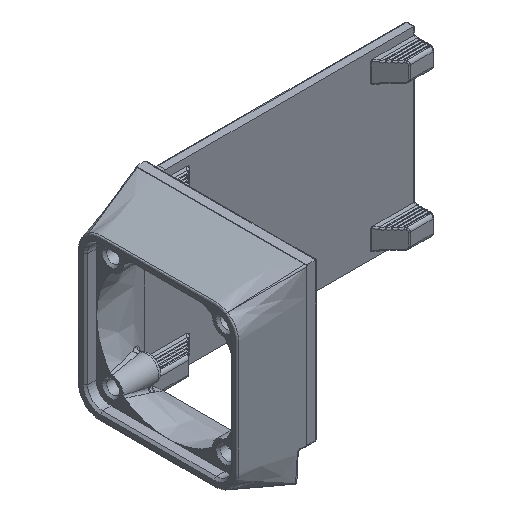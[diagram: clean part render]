
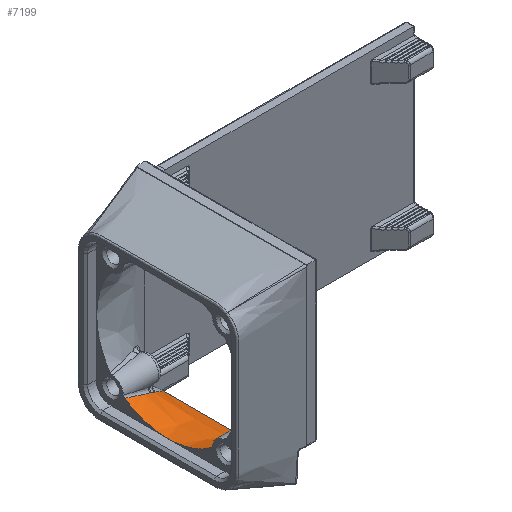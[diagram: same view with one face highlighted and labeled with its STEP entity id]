
A CAD part, isometric view. The second image highlights one B-rep face of the part: STEP entity #7199.
In plain terms, the highlighted free-form (B-spline) face has degree [3, 3] with [6, 4] control points.
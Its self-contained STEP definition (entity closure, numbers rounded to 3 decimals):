
#1280=FACE_OUTER_BOUND('',#1747,.T.);
#1747=EDGE_LOOP('',(#6277,#6278,#6279,#6280,#6281,#6282,#6283,#6284,#6285,
#6286,#6287));
#1975=B_SPLINE_CURVE_WITH_KNOTS('',3,(#15254,#15255,#15256,#15257),
 .UNSPECIFIED.,.F.,.F.,(4,4),(-0.073,-0.067),
 .UNSPECIFIED.);
#2076=B_SPLINE_CURVE_WITH_KNOTS('',3,(#18607,#18608,#18609,#18610,#18611,
#18612,#18613,#18614,#18615,#18616),.UNSPECIFIED.,.F.,.F.,(4,3,3,4),(-2.654,
-1.544,-0.805,-0.065),.UNSPECIFIED.);
#2082=B_SPLINE_CURVE_WITH_KNOTS('',3,(#18765,#18766,#18767,#18768),
 .UNSPECIFIED.,.F.,.F.,(4,4),(-0.818,0.021),
 .UNSPECIFIED.);
#2119=B_SPLINE_CURVE_WITH_KNOTS('',3,(#19307,#19308,#19309,#19310,#19311),
 .UNSPECIFIED.,.F.,.F.,(4,1,4),(-3.235,-1.635,0.),
 .UNSPECIFIED.);
#2134=B_SPLINE_CURVE_WITH_KNOTS('',3,(#19466,#19467,#19468,#19469),
 .UNSPECIFIED.,.F.,.F.,(4,4),(-2.587,-1.742),
 .UNSPECIFIED.);
#2182=B_SPLINE_CURVE_WITH_KNOTS('',3,(#20672,#20673,#20674,#20675),
 .UNSPECIFIED.,.F.,.F.,(4,4),(0.228,0.365),
 .UNSPECIFIED.);
#2187=B_SPLINE_CURVE_WITH_KNOTS('',3,(#20778,#20779,#20780,#20781),
 .UNSPECIFIED.,.F.,.F.,(4,4),(-1.04,-0.977),
 .UNSPECIFIED.);
#2188=B_SPLINE_CURVE_WITH_KNOTS('',3,(#20782,#20783,#20784,#20785,#20786),
 .UNSPECIFIED.,.F.,.F.,(4,1,4),(-0.895,-0.389,0.),
 .UNSPECIFIED.);
#2189=B_SPLINE_CURVE_WITH_KNOTS('',3,(#20788,#20789,#20790,#20791,#20792),
 .UNSPECIFIED.,.F.,.F.,(4,1,4),(-0.895,-0.376,0.),
 .UNSPECIFIED.);
#2190=B_SPLINE_CURVE_WITH_KNOTS('',3,(#20794,#20795,#20796,#20797),
 .UNSPECIFIED.,.F.,.F.,(4,4),(-1.583,-1.521),
 .UNSPECIFIED.);
#2191=B_SPLINE_CURVE_WITH_KNOTS('',3,(#20798,#20799,#20800,#20801),
 .UNSPECIFIED.,.F.,.F.,(4,4),(0.356,0.493),
 .UNSPECIFIED.);
#2897=VERTEX_POINT('',#15248);
#2898=VERTEX_POINT('',#15253);
#3058=VERTEX_POINT('',#18577);
#3059=VERTEX_POINT('',#18606);
#3079=VERTEX_POINT('',#18760);
#3108=VERTEX_POINT('',#19270);
#3123=VERTEX_POINT('',#19465);
#3166=VERTEX_POINT('',#20663);
#3170=VERTEX_POINT('',#20777);
#3171=VERTEX_POINT('',#20787);
#3172=VERTEX_POINT('',#20793);
#3736=EDGE_CURVE('',#2898,#2897,#1975,.T.);
#4019=EDGE_CURVE('',#3059,#3058,#2076,.T.);
#4064=EDGE_CURVE('',#3079,#2897,#2082,.T.);
#4104=EDGE_CURVE('',#2898,#3108,#2119,.T.);
#4125=EDGE_CURVE('',#3108,#3123,#2134,.T.);
#4225=EDGE_CURVE('',#3166,#3079,#2182,.T.);
#4230=EDGE_CURVE('',#3170,#3166,#2187,.T.);
#4231=EDGE_CURVE('',#3059,#3170,#2188,.T.);
#4232=EDGE_CURVE('',#3171,#3058,#2189,.T.);
#4233=EDGE_CURVE('',#3172,#3171,#2190,.T.);
#4234=EDGE_CURVE('',#3123,#3172,#2191,.T.);
#6277=ORIENTED_EDGE('',*,*,#3736,.T.);
#6278=ORIENTED_EDGE('',*,*,#4064,.F.);
#6279=ORIENTED_EDGE('',*,*,#4225,.F.);
#6280=ORIENTED_EDGE('',*,*,#4230,.F.);
#6281=ORIENTED_EDGE('',*,*,#4231,.F.);
#6282=ORIENTED_EDGE('',*,*,#4019,.T.);
#6283=ORIENTED_EDGE('',*,*,#4232,.F.);
#6284=ORIENTED_EDGE('',*,*,#4233,.F.);
#6285=ORIENTED_EDGE('',*,*,#4234,.F.);
#6286=ORIENTED_EDGE('',*,*,#4125,.F.);
#6287=ORIENTED_EDGE('',*,*,#4104,.F.);
#6753=B_SPLINE_SURFACE_WITH_KNOTS('',3,3,((#20753,#20754,#20755,#20756),
(#20757,#20758,#20759,#20760),(#20761,#20762,#20763,#20764),(#20765,#20766,
#20767,#20768),(#20769,#20770,#20771,#20772),(#20773,#20774,#20775,#20776)),
 .UNSPECIFIED.,.F.,.F.,.F.,(4,1,1,4),(4,4),(0.063,0.438,
0.687,0.937),(0.009,0.833),
 .UNSPECIFIED.);
#7199=ADVANCED_FACE('',(#1280),#6753,.F.);
#15248=CARTESIAN_POINT('',(86.916,-40.557,4.441));
#15253=CARTESIAN_POINT('',(86.954,-40.54,4.407));
#15254=CARTESIAN_POINT('Ctrl Pts',(86.954,-40.54,4.407));
#15255=CARTESIAN_POINT('Ctrl Pts',(86.941,-40.545,4.418));
#15256=CARTESIAN_POINT('Ctrl Pts',(86.929,-40.551,4.43));
#15257=CARTESIAN_POINT('Ctrl Pts',(86.916,-40.557,4.441));
#18577=CARTESIAN_POINT('',(72.122,-68.874,12.004));
#18606=CARTESIAN_POINT('',(72.122,-44.537,12.004));
#18607=CARTESIAN_POINT('Ctrl Pts',(72.122,-44.537,12.004));
#18608=CARTESIAN_POINT('Ctrl Pts',(72.122,-47.564,9.941));
#18609=CARTESIAN_POINT('Ctrl Pts',(72.122,-51.165,8.666));
#18610=CARTESIAN_POINT('Ctrl Pts',(72.122,-54.855,8.35));
#18611=CARTESIAN_POINT('Ctrl Pts',(72.122,-57.316,8.139));
#18612=CARTESIAN_POINT('Ctrl Pts',(72.122,-59.816,8.355));
#18613=CARTESIAN_POINT('Ctrl Pts',(72.122,-62.201,8.977));
#18614=CARTESIAN_POINT('Ctrl Pts',(72.122,-64.586,9.6));
#18615=CARTESIAN_POINT('Ctrl Pts',(72.122,-66.856,10.629));
#18616=CARTESIAN_POINT('Ctrl Pts',(72.122,-68.874,12.004));
#18760=CARTESIAN_POINT('',(81.756,-43.39,8.117));
#18765=CARTESIAN_POINT('Ctrl Pts',(81.756,-43.39,8.117));
#18766=CARTESIAN_POINT('Ctrl Pts',(83.678,-42.84,7.004));
#18767=CARTESIAN_POINT('Ctrl Pts',(85.382,-41.816,5.793));
#18768=CARTESIAN_POINT('Ctrl Pts',(86.916,-40.557,4.441));
#19270=CARTESIAN_POINT('',(86.954,-72.886,4.407));
#19307=CARTESIAN_POINT('Ctrl Pts',(86.954,-40.54,4.407));
#19308=CARTESIAN_POINT('Ctrl Pts',(86.931,-45.874,4.41));
#19309=CARTESIAN_POINT('Ctrl Pts',(86.898,-56.655,4.408));
#19310=CARTESIAN_POINT('Ctrl Pts',(86.931,-67.437,4.41));
#19311=CARTESIAN_POINT('Ctrl Pts',(86.954,-72.886,4.407));
#19465=CARTESIAN_POINT('',(81.756,-70.021,8.117));
#19466=CARTESIAN_POINT('Ctrl Pts',(86.953,-72.885,4.406));
#19467=CARTESIAN_POINT('Ctrl Pts',(85.406,-71.61,5.768));
#19468=CARTESIAN_POINT('Ctrl Pts',(83.693,-70.575,6.995));
#19469=CARTESIAN_POINT('Ctrl Pts',(81.756,-70.021,8.117));
#20663=CARTESIAN_POINT('',(80.636,-43.653,8.745));
#20672=CARTESIAN_POINT('Ctrl Pts',(80.636,-43.65,8.745));
#20673=CARTESIAN_POINT('Ctrl Pts',(81.015,-43.738,8.504));
#20674=CARTESIAN_POINT('Ctrl Pts',(81.43,-43.634,8.281));
#20675=CARTESIAN_POINT('Ctrl Pts',(81.756,-43.39,8.117));
#20753=CARTESIAN_POINT('Ctrl Pts',(86.954,-38.021,4.416));
#20754=CARTESIAN_POINT('Ctrl Pts',(82.01,-41.806,9.051));
#20755=CARTESIAN_POINT('Ctrl Pts',(77.066,-43.929,11.359));
#20756=CARTESIAN_POINT('Ctrl Pts',(72.122,-44.537,12.004));
#20757=CARTESIAN_POINT('Ctrl Pts',(86.954,-43.355,4.396));
#20758=CARTESIAN_POINT('Ctrl Pts',(82.01,-45.927,8.434));
#20759=CARTESIAN_POINT('Ctrl Pts',(77.066,-47.208,9.649));
#20760=CARTESIAN_POINT('Ctrl Pts',(72.122,-47.564,9.941));
#20761=CARTESIAN_POINT('Ctrl Pts',(86.954,-52.255,4.377));
#20762=CARTESIAN_POINT('Ctrl Pts',(82.01,-53.087,7.845));
#20763=CARTESIAN_POINT('Ctrl Pts',(77.066,-53.462,7.897));
#20764=CARTESIAN_POINT('Ctrl Pts',(72.122,-53.565,7.816));
#20765=CARTESIAN_POINT('Ctrl Pts',(86.954,-64.717,4.384));
#20766=CARTESIAN_POINT('Ctrl Pts',(82.01,-63.207,8.051));
#20767=CARTESIAN_POINT('Ctrl Pts',(77.066,-62.509,8.518));
#20768=CARTESIAN_POINT('Ctrl Pts',(72.122,-62.316,8.571));
#20769=CARTESIAN_POINT('Ctrl Pts',(86.954,-71.834,4.403));
#20770=CARTESIAN_POINT('Ctrl Pts',(82.01,-68.858,8.64));
#20771=CARTESIAN_POINT('Ctrl Pts',(77.066,-67.297,10.218));
#20772=CARTESIAN_POINT('Ctrl Pts',(72.122,-66.856,10.629));
#20773=CARTESIAN_POINT('Ctrl Pts',(86.954,-75.39,4.416));
#20774=CARTESIAN_POINT('Ctrl Pts',(82.01,-71.605,9.051));
#20775=CARTESIAN_POINT('Ctrl Pts',(77.066,-69.482,11.359));
#20776=CARTESIAN_POINT('Ctrl Pts',(72.122,-68.874,12.004));
#20777=CARTESIAN_POINT('',(80.188,-43.727,8.987));
#20778=CARTESIAN_POINT('Ctrl Pts',(80.188,-43.727,8.987));
#20779=CARTESIAN_POINT('Ctrl Pts',(80.338,-43.705,8.907));
#20780=CARTESIAN_POINT('Ctrl Pts',(80.488,-43.68,8.826));
#20781=CARTESIAN_POINT('Ctrl Pts',(80.636,-43.653,8.745));
#20782=CARTESIAN_POINT('Ctrl Pts',(72.122,-44.537,12.004));
#20783=CARTESIAN_POINT('Ctrl Pts',(73.706,-44.588,11.631));
#20784=CARTESIAN_POINT('Ctrl Pts',(76.463,-44.635,10.644));
#20785=CARTESIAN_POINT('Ctrl Pts',(79.118,-44.157,9.497));
#20786=CARTESIAN_POINT('Ctrl Pts',(80.188,-43.727,8.987));
#20787=CARTESIAN_POINT('',(80.188,-69.684,8.987));
#20788=CARTESIAN_POINT('Ctrl Pts',(80.188,-69.684,8.987));
#20789=CARTESIAN_POINT('Ctrl Pts',(78.761,-69.111,9.667));
#20790=CARTESIAN_POINT('Ctrl Pts',(76.058,-68.786,10.814));
#20791=CARTESIAN_POINT('Ctrl Pts',(73.299,-68.837,11.727));
#20792=CARTESIAN_POINT('Ctrl Pts',(72.122,-68.874,12.004));
#20793=CARTESIAN_POINT('',(80.636,-69.758,8.745));
#20794=CARTESIAN_POINT('Ctrl Pts',(80.636,-69.758,8.745));
#20795=CARTESIAN_POINT('Ctrl Pts',(80.488,-69.731,8.826));
#20796=CARTESIAN_POINT('Ctrl Pts',(80.338,-69.706,8.907));
#20797=CARTESIAN_POINT('Ctrl Pts',(80.188,-69.684,8.987));
#20798=CARTESIAN_POINT('Ctrl Pts',(81.756,-70.021,8.117));
#20799=CARTESIAN_POINT('Ctrl Pts',(81.43,-69.777,8.282));
#20800=CARTESIAN_POINT('Ctrl Pts',(81.015,-69.673,8.504));
#20801=CARTESIAN_POINT('Ctrl Pts',(80.636,-69.761,8.745));
